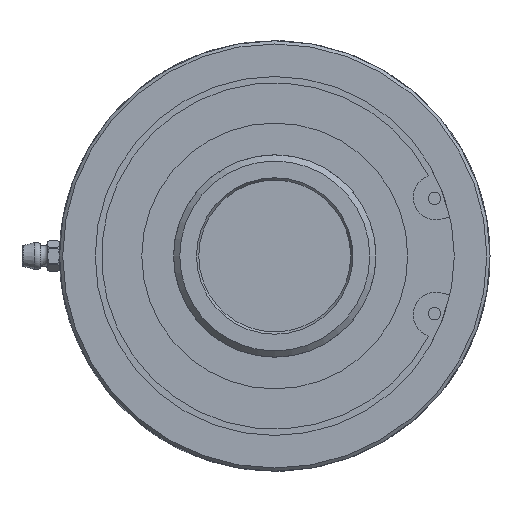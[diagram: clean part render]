
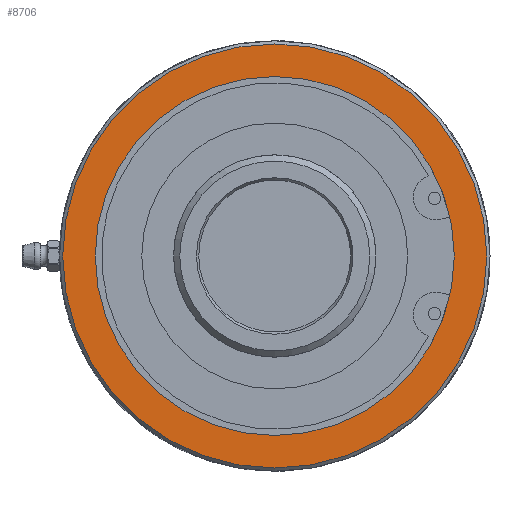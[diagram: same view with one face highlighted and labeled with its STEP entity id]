
A CAD part, left-side view. The second image highlights one B-rep face of the part: STEP entity #8706.
In plain terms, the highlighted planar face has unit normal (-1, 0, 0).
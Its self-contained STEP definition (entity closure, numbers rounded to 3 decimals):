
#151=FACE_BOUND('',#2946,.T.);
#1573=PLANE('',#9396);
#1939=CIRCLE('',#9394,53.2);
#1940=CIRCLE('',#9397,45.035);
#1941=CIRCLE('',#9398,45.035);
#2418=FACE_OUTER_BOUND('',#2945,.T.);
#2945=EDGE_LOOP('',(#7907));
#2946=EDGE_LOOP('',(#7908,#7909));
#4190=VERTEX_POINT('',#59388);
#4191=VERTEX_POINT('',#59393);
#4192=VERTEX_POINT('',#59394);
#5449=EDGE_CURVE('',#4190,#4190,#1939,.T.);
#5450=EDGE_CURVE('',#4191,#4192,#1940,.T.);
#5451=EDGE_CURVE('',#4192,#4191,#1941,.T.);
#7907=ORIENTED_EDGE('',*,*,#5449,.F.);
#7908=ORIENTED_EDGE('',*,*,#5450,.T.);
#7909=ORIENTED_EDGE('',*,*,#5451,.T.);
#8706=ADVANCED_FACE('',(#2418,#151),#1573,.F.);
#9394=AXIS2_PLACEMENT_3D('',#59390,#11109,#11110);
#9396=AXIS2_PLACEMENT_3D('',#59392,#11113,#11114);
#9397=AXIS2_PLACEMENT_3D('',#59395,#11115,#11116);
#9398=AXIS2_PLACEMENT_3D('',#59396,#11117,#11118);
#11109=DIRECTION('center_axis',(1.,0.,0.));
#11110=DIRECTION('ref_axis',(0.,-1.,0.));
#11113=DIRECTION('center_axis',(1.,0.,0.));
#11114=DIRECTION('ref_axis',(0.,0.,-1.));
#11115=DIRECTION('center_axis',(1.,0.,0.));
#11116=DIRECTION('ref_axis',(0.,1.,0.));
#11117=DIRECTION('center_axis',(1.,0.,0.));
#11118=DIRECTION('ref_axis',(0.,1.,0.));
#59388=CARTESIAN_POINT('',(2.,53.2,0.));
#59390=CARTESIAN_POINT('Origin',(2.,0.,0.));
#59392=CARTESIAN_POINT('Origin',(2.,27.,0.));
#59393=CARTESIAN_POINT('',(2.,45.035,0.));
#59394=CARTESIAN_POINT('',(2.,-45.035,0.));
#59395=CARTESIAN_POINT('Origin',(2.,0.,0.));
#59396=CARTESIAN_POINT('Origin',(2.,0.,0.));
